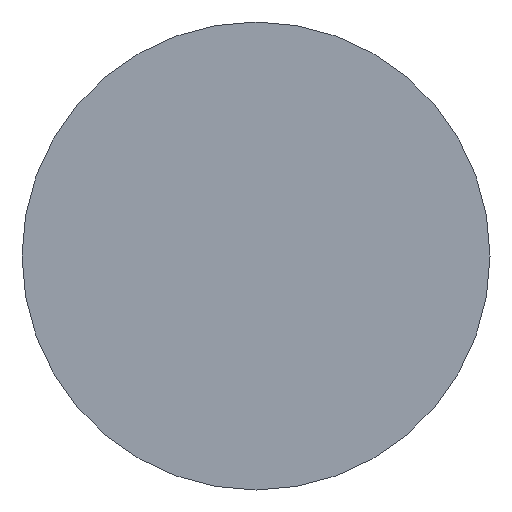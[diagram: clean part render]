
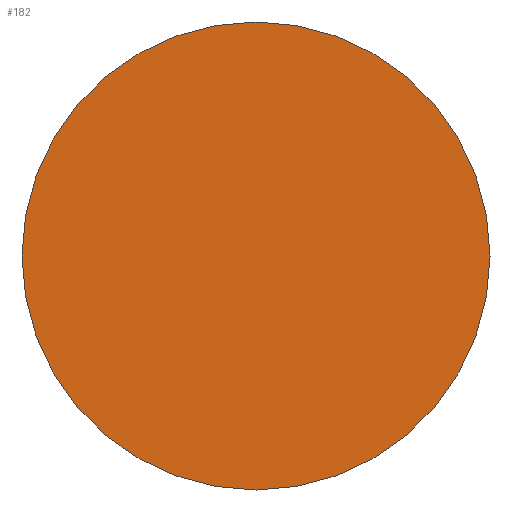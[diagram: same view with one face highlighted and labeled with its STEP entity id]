
A CAD part, front view. The second image highlights one B-rep face of the part: STEP entity #182.
In plain terms, the highlighted planar face has unit normal (0, -1, 0).
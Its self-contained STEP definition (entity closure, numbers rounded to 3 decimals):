
#23=CARTESIAN_POINT('',(0.,0.,0.));
#24=DIRECTION('',(0.,1.,0.));
#25=DIRECTION('',(1.,0.,0.));
#26=AXIS2_PLACEMENT_3D('',#23,#24,#25);
#31=CARTESIAN_POINT('',(0.,0.,0.));
#32=DIRECTION('',(0.,-1.,0.));
#33=DIRECTION('',(1.,0.,0.));
#34=AXIS2_PLACEMENT_3D('',#31,#32,#33);
#155=CARTESIAN_POINT('',(4.,0.,0.));
#157=VERTEX_POINT('',#155);
#163=CARTESIAN_POINT('',(-4.,0.,0.));
#165=VERTEX_POINT('',#163);
#171=CARTESIAN_POINT('',(0.,0.,0.));
#172=DIRECTION('',(0.,-1.,0.));
#173=DIRECTION('',(-1.,0.,0.));
#174=AXIS2_PLACEMENT_3D('',#171,#172,#173);
#175=PLANE('',#174);
#177=ORIENTED_EDGE('',*,*,#176,.T.);
#179=ORIENTED_EDGE('',*,*,#178,.F.);
#180=EDGE_LOOP('',(#177,#179));
#181=FACE_OUTER_BOUND('',#180,.F.);
#182=ADVANCED_FACE('',(#181),#175,.T.);
#27=CIRCLE('',#26,4.);
#35=CIRCLE('',#34,4.);
#176=EDGE_CURVE('',#157,#165,#27,.T.);
#178=EDGE_CURVE('',#157,#165,#35,.T.);
